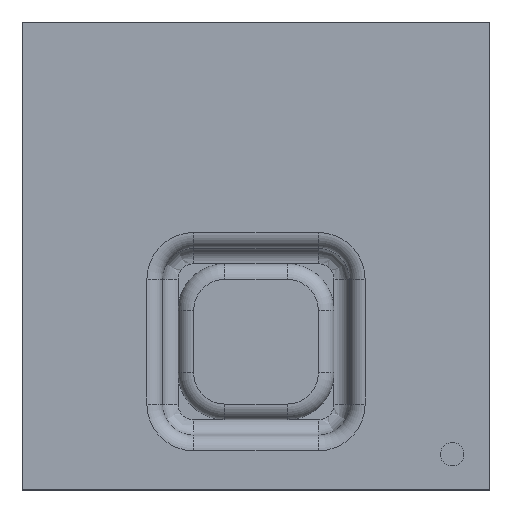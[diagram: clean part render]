
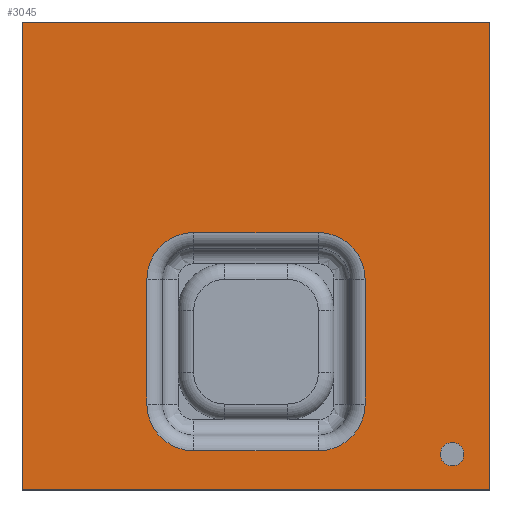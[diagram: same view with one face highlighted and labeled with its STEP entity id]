
A CAD part, top view. The second image highlights one B-rep face of the part: STEP entity #3045.
In plain terms, the highlighted planar face has unit normal (0, 0, 1).
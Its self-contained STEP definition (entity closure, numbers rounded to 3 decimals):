
#230 = VERTEX_POINT ( 'NONE', #14322 ) ;
#241 = VERTEX_POINT ( 'NONE', #6300 ) ;
#288 = DIRECTION ( 'NONE',  ( 1., 0., 0. ) ) ;
#326 = CARTESIAN_POINT ( 'NONE',  ( -1.5, -1.5, 0.81 ) ) ;
#328 = EDGE_CURVE ( 'NONE', #4284, #3726, #5943, .T. ) ;
#372 = FACE_BOUND ( 'NONE', #13692, .T. ) ;
#410 = CARTESIAN_POINT ( 'NONE',  ( -1.5, -1.5, 0.81 ) ) ;
#583 = ORIENTED_EDGE ( 'NONE', *, *, #9071, .T. ) ;
#700 = DIRECTION ( 'NONE',  ( -1., 0., 0. ) ) ;
#955 = VECTOR ( 'NONE', #8145, 1000. ) ;
#1221 = DIRECTION ( 'NONE',  ( -1., 0., 0. ) ) ;
#1531 = EDGE_CURVE ( 'NONE', #8746, #241, #10737, .T. ) ;
#1784 = DIRECTION ( 'NONE',  ( 0., 1., 0. ) ) ;
#1880 = VERTEX_POINT ( 'NONE', #8773 ) ;
#1904 = DIRECTION ( 'NONE',  ( 1., 0., 0. ) ) ;
#2324 = EDGE_CURVE ( 'NONE', #2958, #8746, #2344, .T. ) ;
#2344 = CIRCLE ( 'NONE', #6144, 0.3 ) ;
#2386 = AXIS2_PLACEMENT_3D ( 'NONE', #7710, #4258, #12302 ) ;
#2535 = CARTESIAN_POINT ( 'NONE',  ( 0.7, -0.95, 0.81 ) ) ;
#2604 = FACE_OUTER_BOUND ( 'NONE', #10364, .T. ) ;
#2849 = VERTEX_POINT ( 'NONE', #6849 ) ;
#2958 = VERTEX_POINT ( 'NONE', #2535 ) ;
#3045 = ADVANCED_FACE ( 'NONE', ( #9516, #372, #2604 ), #14050, .T. ) ;
#3235 = VERTEX_POINT ( 'NONE', #3763 ) ;
#3548 = LINE ( 'NONE', #6987, #14287 ) ;
#3592 = CARTESIAN_POINT ( 'NONE',  ( 0.4, -0.95, 0.81 ) ) ;
#3726 = VERTEX_POINT ( 'NONE', #14495 ) ;
#3763 = CARTESIAN_POINT ( 'NONE',  ( -0.4, 0.15, 0.81 ) ) ;
#3775 = CARTESIAN_POINT ( 'NONE',  ( 0.4, 0.15, 0.81 ) ) ;
#3826 = AXIS2_PLACEMENT_3D ( 'NONE', #6326, #10718, #10864 ) ;
#3925 = VECTOR ( 'NONE', #10660, 1000. ) ;
#4049 = CARTESIAN_POINT ( 'NONE',  ( 0.4, -1.25, 0.81 ) ) ;
#4059 = ORIENTED_EDGE ( 'NONE', *, *, #6583, .T. ) ;
#4063 = CARTESIAN_POINT ( 'NONE',  ( 1.5, -1.5, 0.81 ) ) ;
#4083 = LINE ( 'NONE', #11889, #7464 ) ;
#4258 = DIRECTION ( 'NONE',  ( 0., 0., 1. ) ) ;
#4284 = VERTEX_POINT ( 'NONE', #10417 ) ;
#4303 = ORIENTED_EDGE ( 'NONE', *, *, #12067, .T. ) ;
#4510 = EDGE_CURVE ( 'NONE', #7638, #2958, #3548, .T. ) ;
#4714 = ORIENTED_EDGE ( 'NONE', *, *, #10940, .T. ) ;
#4866 = CARTESIAN_POINT ( 'NONE',  ( 1.258, -1.271, 0.81 ) ) ;
#5048 = DIRECTION ( 'NONE',  ( 1., 0., 0. ) ) ;
#5316 = LINE ( 'NONE', #9868, #8152 ) ;
#5594 = CARTESIAN_POINT ( 'NONE',  ( -0.7, -0.15, 0.81 ) ) ;
#5635 = VERTEX_POINT ( 'NONE', #12307 ) ;
#5673 = CARTESIAN_POINT ( 'NONE',  ( -0.7, -0.95, 0.81 ) ) ;
#5714 = VERTEX_POINT ( 'NONE', #410 ) ;
#5781 = VECTOR ( 'NONE', #1784, 1000. ) ;
#5906 = ORIENTED_EDGE ( 'NONE', *, *, #4510, .T. ) ;
#5943 = CIRCLE ( 'NONE', #2386, 0.076 ) ;
#6065 = EDGE_CURVE ( 'NONE', #2849, #5714, #12886, .T. ) ;
#6073 = DIRECTION ( 'NONE',  ( 0., 0., 1. ) ) ;
#6113 = DIRECTION ( 'NONE',  ( 0., 1., 0. ) ) ;
#6144 = AXIS2_PLACEMENT_3D ( 'NONE', #3592, #11415, #1221 ) ;
#6194 = CARTESIAN_POINT ( 'NONE',  ( 0.4, -0.15, 0.81 ) ) ;
#6268 = AXIS2_PLACEMENT_3D ( 'NONE', #6194, #9696, #14224 ) ;
#6300 = CARTESIAN_POINT ( 'NONE',  ( -0.4, -1.25, 0.81 ) ) ;
#6326 = CARTESIAN_POINT ( 'NONE',  ( -0.4, -0.95, 0.81 ) ) ;
#6327 = AXIS2_PLACEMENT_3D ( 'NONE', #14131, #8470, #5048 ) ;
#6583 = EDGE_CURVE ( 'NONE', #241, #7846, #10733, .T. ) ;
#6834 = DIRECTION ( 'NONE',  ( 0., -1., 0. ) ) ;
#6849 = CARTESIAN_POINT ( 'NONE',  ( -1.5, 1.5, 0.81 ) ) ;
#6898 = ORIENTED_EDGE ( 'NONE', *, *, #7795, .T. ) ;
#6942 = AXIS2_PLACEMENT_3D ( 'NONE', #4866, #6073, #10607 ) ;
#6987 = CARTESIAN_POINT ( 'NONE',  ( 0.7, -0.95, 0.81 ) ) ;
#7304 = ORIENTED_EDGE ( 'NONE', *, *, #10525, .T. ) ;
#7464 = VECTOR ( 'NONE', #6113, 1000. ) ;
#7638 = VERTEX_POINT ( 'NONE', #9218 ) ;
#7710 = CARTESIAN_POINT ( 'NONE',  ( 1.258, -1.271, 0.81 ) ) ;
#7795 = EDGE_CURVE ( 'NONE', #5635, #2849, #12005, .T. ) ;
#7846 = VERTEX_POINT ( 'NONE', #5673 ) ;
#8068 = ORIENTED_EDGE ( 'NONE', *, *, #6065, .T. ) ;
#8145 = DIRECTION ( 'NONE',  ( -1., 0., 0. ) ) ;
#8152 = VECTOR ( 'NONE', #1904, 1000. ) ;
#8415 = ORIENTED_EDGE ( 'NONE', *, *, #12541, .T. ) ;
#8470 = DIRECTION ( 'NONE',  ( 0., 0., 1. ) ) ;
#8746 = VERTEX_POINT ( 'NONE', #4049 ) ;
#8773 = CARTESIAN_POINT ( 'NONE',  ( 0.4, 0.15, 0.81 ) ) ;
#9071 = EDGE_CURVE ( 'NONE', #11181, #3235, #9532, .T. ) ;
#9081 = ORIENTED_EDGE ( 'NONE', *, *, #1531, .T. ) ;
#9112 = CIRCLE ( 'NONE', #6268, 0.3 ) ;
#9218 = CARTESIAN_POINT ( 'NONE',  ( 0.7, -0.15, 0.81 ) ) ;
#9452 = LINE ( 'NONE', #3775, #11938 ) ;
#9516 = FACE_BOUND ( 'NONE', #12655, .T. ) ;
#9532 = CIRCLE ( 'NONE', #12841, 0.3 ) ;
#9596 = LINE ( 'NONE', #4063, #5781 ) ;
#9632 = ORIENTED_EDGE ( 'NONE', *, *, #9680, .F. ) ;
#9680 = EDGE_CURVE ( 'NONE', #3726, #4284, #10742, .T. ) ;
#9696 = DIRECTION ( 'NONE',  ( 0., 0., -1. ) ) ;
#9776 = DIRECTION ( 'NONE',  ( 0., 0., -1. ) ) ;
#9868 = CARTESIAN_POINT ( 'NONE',  ( 1.5, -1.5, 0.81 ) ) ;
#10364 = EDGE_LOOP ( 'NONE', ( #8068, #4303, #8415, #6898 ) ) ;
#10390 = ORIENTED_EDGE ( 'NONE', *, *, #2324, .T. ) ;
#10417 = CARTESIAN_POINT ( 'NONE',  ( 1.182, -1.271, 0.81 ) ) ;
#10520 = VECTOR ( 'NONE', #700, 1000. ) ;
#10525 = EDGE_CURVE ( 'NONE', #3235, #1880, #9452, .T. ) ;
#10607 = DIRECTION ( 'NONE',  ( -1., 0., 0. ) ) ;
#10660 = DIRECTION ( 'NONE',  ( 0., -1., 0. ) ) ;
#10672 = ORIENTED_EDGE ( 'NONE', *, *, #11328, .T. ) ;
#10718 = DIRECTION ( 'NONE',  ( 0., 0., -1. ) ) ;
#10733 = CIRCLE ( 'NONE', #3826, 0.3 ) ;
#10737 = LINE ( 'NONE', #13790, #955 ) ;
#10742 = CIRCLE ( 'NONE', #6942, 0.076 ) ;
#10864 = DIRECTION ( 'NONE',  ( -1., 0., 0. ) ) ;
#10940 = EDGE_CURVE ( 'NONE', #1880, #7638, #9112, .T. ) ;
#11181 = VERTEX_POINT ( 'NONE', #5594 ) ;
#11328 = EDGE_CURVE ( 'NONE', #7846, #11181, #4083, .T. ) ;
#11415 = DIRECTION ( 'NONE',  ( 0., 0., -1. ) ) ;
#11783 = DIRECTION ( 'NONE',  ( -1., 0., 0. ) ) ;
#11889 = CARTESIAN_POINT ( 'NONE',  ( -0.7, -0.15, 0.81 ) ) ;
#11938 = VECTOR ( 'NONE', #288, 1000. ) ;
#11990 = CARTESIAN_POINT ( 'NONE',  ( -0.4, -0.15, 0.81 ) ) ;
#12005 = LINE ( 'NONE', #12084, #10520 ) ;
#12067 = EDGE_CURVE ( 'NONE', #5714, #230, #5316, .T. ) ;
#12084 = CARTESIAN_POINT ( 'NONE',  ( 1.5, 1.5, 0.81 ) ) ;
#12302 = DIRECTION ( 'NONE',  ( -1., 0., 0. ) ) ;
#12307 = CARTESIAN_POINT ( 'NONE',  ( 1.5, 1.5, 0.81 ) ) ;
#12541 = EDGE_CURVE ( 'NONE', #230, #5635, #9596, .T. ) ;
#12655 = EDGE_LOOP ( 'NONE', ( #14134, #9632 ) ) ;
#12841 = AXIS2_PLACEMENT_3D ( 'NONE', #11990, #9776, #11783 ) ;
#12886 = LINE ( 'NONE', #326, #3925 ) ;
#13692 = EDGE_LOOP ( 'NONE', ( #7304, #4714, #5906, #10390, #9081, #4059, #10672, #583 ) ) ;
#13790 = CARTESIAN_POINT ( 'NONE',  ( -0.4, -1.25, 0.81 ) ) ;
#14050 = PLANE ( 'NONE',  #6327 ) ;
#14131 = CARTESIAN_POINT ( 'NONE',  ( 0., 0., 0.81 ) ) ;
#14134 = ORIENTED_EDGE ( 'NONE', *, *, #328, .F. ) ;
#14224 = DIRECTION ( 'NONE',  ( -1., 0., 0. ) ) ;
#14287 = VECTOR ( 'NONE', #6834, 1000. ) ;
#14322 = CARTESIAN_POINT ( 'NONE',  ( 1.5, -1.5, 0.81 ) ) ;
#14495 = CARTESIAN_POINT ( 'NONE',  ( 1.334, -1.271, 0.81 ) ) ;
